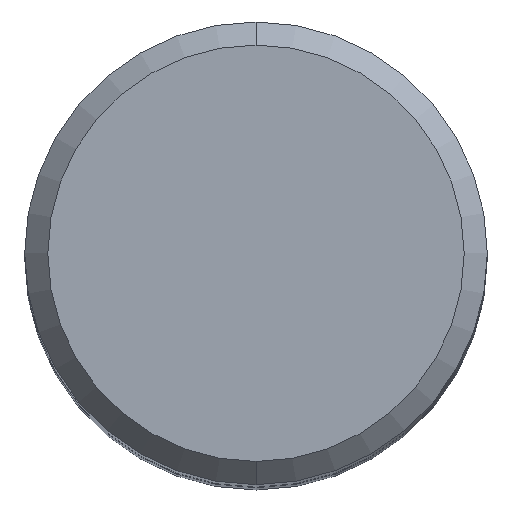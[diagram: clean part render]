
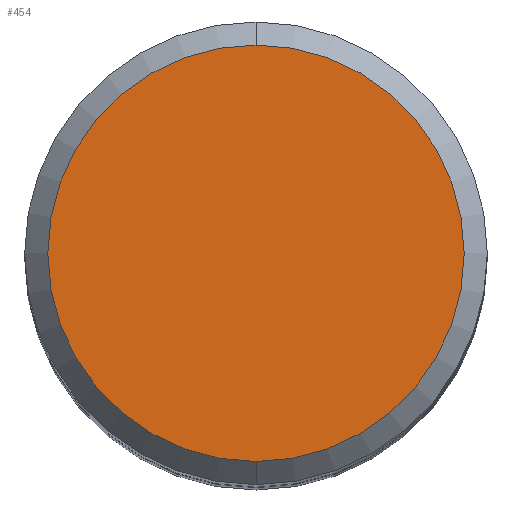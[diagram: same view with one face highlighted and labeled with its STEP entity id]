
A CAD part, top view. The second image highlights one B-rep face of the part: STEP entity #454.
In plain terms, the highlighted planar face has unit normal (0, 0, 1).
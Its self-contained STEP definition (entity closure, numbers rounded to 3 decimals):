
#304=VERTEX_POINT('',#677);
#356=EDGE_CURVE('',#304,#406,#738,.T.);
#406=VERTEX_POINT('',#794);
#454=ADVANCED_FACE('',(#850),#851,.T.);
#502=EDGE_CURVE('',#406,#304,#906,.T.);
#677=CARTESIAN_POINT('',(0.0,7.2,0.));
#738=CIRCLE('',#1313,7.2);
#794=CARTESIAN_POINT('',(0.,-7.2,0.));
#850=FACE_OUTER_BOUND('',#1457,.T.);
#851=PLANE('',#1458);
#906=CIRCLE('',#1591,7.2);
#1313=AXIS2_PLACEMENT_3D('',#1936,#1937,#1938);
#1457=EDGE_LOOP('',(#2076,#2077));
#1458=AXIS2_PLACEMENT_3D('',#2078,#2079,#2080);
#1591=AXIS2_PLACEMENT_3D('',#2134,#2135,#2136);
#1936=CARTESIAN_POINT('',(0.0,0.0,0.));
#1937=DIRECTION('',(0.0,0.0,-1.0));
#1938=DIRECTION('',(0.0,1.0,0.0));
#2076=ORIENTED_EDGE('',*,*,#356,.F.);
#2077=ORIENTED_EDGE('',*,*,#502,.F.);
#2078=CARTESIAN_POINT('',(0.0,3.6,0.));
#2079=DIRECTION('',(-0.0,0.0,1.0));
#2080=DIRECTION('',(0.0,-1.0,0.0));
#2134=CARTESIAN_POINT('',(0.0,0.0,0.));
#2135=DIRECTION('',(0.0,0.0,-1.0));
#2136=DIRECTION('',(0.0,1.0,0.0));
